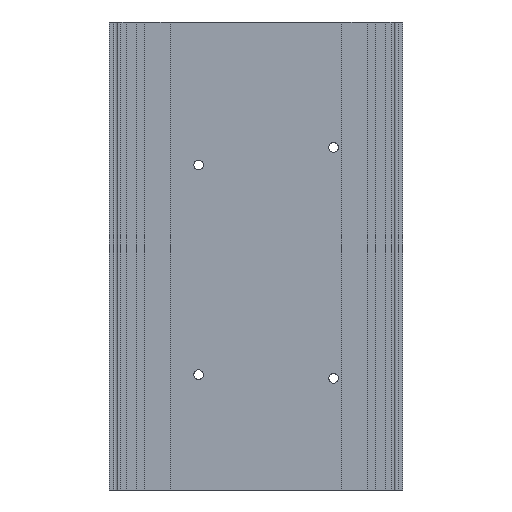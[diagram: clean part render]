
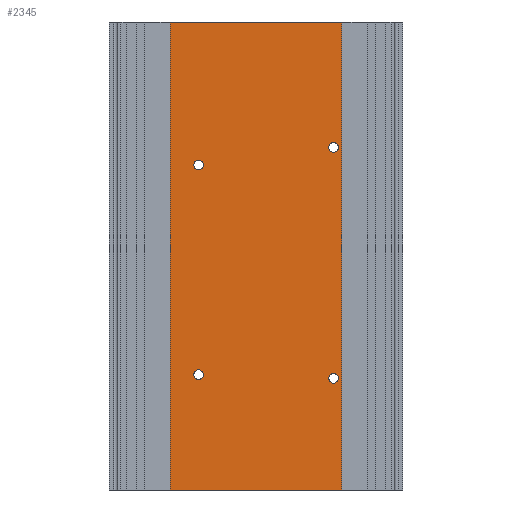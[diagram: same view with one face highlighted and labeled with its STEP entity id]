
A CAD part, left-side view. The second image highlights one B-rep face of the part: STEP entity #2345.
In plain terms, the highlighted planar face has unit normal (-1, 0, 0).
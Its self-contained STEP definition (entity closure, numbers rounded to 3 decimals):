
#15=FACE_BOUND('',#288,.T.);
#16=FACE_BOUND('',#289,.T.);
#17=FACE_BOUND('',#290,.T.);
#18=FACE_BOUND('',#291,.T.);
#45=PLANE('',#2495);
#169=FACE_OUTER_BOUND('',#287,.T.);
#287=EDGE_LOOP('',(#1853,#1854,#1855,#1856));
#288=EDGE_LOOP('',(#1857));
#289=EDGE_LOOP('',(#1858));
#290=EDGE_LOOP('',(#1859));
#291=EDGE_LOOP('',(#1860));
#449=LINE('',#3360,#773);
#539=LINE('',#3540,#863);
#540=LINE('',#3543,#864);
#541=LINE('',#3544,#865);
#773=VECTOR('',#2713,10.);
#863=VECTOR('',#2843,10.);
#864=VECTOR('',#2846,10.);
#865=VECTOR('',#2847,10.);
#1031=CIRCLE('',#2449,1.7);
#1034=CIRCLE('',#2454,1.7);
#1037=CIRCLE('',#2459,1.7);
#1040=CIRCLE('',#2464,1.7);
#1051=VERTEX_POINT('',#3193);
#1054=VERTEX_POINT('',#3203);
#1057=VERTEX_POINT('',#3213);
#1060=VERTEX_POINT('',#3223);
#1123=VERTEX_POINT('',#3357);
#1124=VERTEX_POINT('',#3359);
#1194=VERTEX_POINT('',#3538);
#1195=VERTEX_POINT('',#3542);
#1281=EDGE_CURVE('',#1051,#1051,#1031,.T.);
#1286=EDGE_CURVE('',#1054,#1054,#1034,.T.);
#1291=EDGE_CURVE('',#1057,#1057,#1037,.T.);
#1296=EDGE_CURVE('',#1060,#1060,#1040,.T.);
#1362=EDGE_CURVE('',#1124,#1123,#449,.T.);
#1453=EDGE_CURVE('',#1123,#1194,#539,.T.);
#1454=EDGE_CURVE('',#1195,#1194,#540,.T.);
#1455=EDGE_CURVE('',#1124,#1195,#541,.T.);
#1853=ORIENTED_EDGE('',*,*,#1362,.T.);
#1854=ORIENTED_EDGE('',*,*,#1453,.T.);
#1855=ORIENTED_EDGE('',*,*,#1454,.F.);
#1856=ORIENTED_EDGE('',*,*,#1455,.F.);
#1857=ORIENTED_EDGE('',*,*,#1281,.T.);
#1858=ORIENTED_EDGE('',*,*,#1286,.T.);
#1859=ORIENTED_EDGE('',*,*,#1291,.T.);
#1860=ORIENTED_EDGE('',*,*,#1296,.T.);
#2345=ADVANCED_FACE('',(#169,#15,#16,#17,#18),#45,.T.);
#2449=AXIS2_PLACEMENT_3D('',#3195,#2595,#2596);
#2454=AXIS2_PLACEMENT_3D('',#3205,#2607,#2608);
#2459=AXIS2_PLACEMENT_3D('',#3215,#2619,#2620);
#2464=AXIS2_PLACEMENT_3D('',#3225,#2631,#2632);
#2495=AXIS2_PLACEMENT_3D('',#3541,#2844,#2845);
#2595=DIRECTION('center_axis',(1.,0.,0.));
#2596=DIRECTION('ref_axis',(0.,1.,0.));
#2607=DIRECTION('center_axis',(1.,0.,0.));
#2608=DIRECTION('ref_axis',(0.,1.,0.));
#2619=DIRECTION('center_axis',(1.,0.,0.));
#2620=DIRECTION('ref_axis',(0.,1.,0.));
#2631=DIRECTION('center_axis',(1.,0.,0.));
#2632=DIRECTION('ref_axis',(0.,1.,0.));
#2713=DIRECTION('',(0.,-1.,0.));
#2843=DIRECTION('',(0.,0.,1.));
#2844=DIRECTION('center_axis',(-1.,0.,0.));
#2845=DIRECTION('ref_axis',(0.,-1.,0.));
#2846=DIRECTION('',(0.,-1.,0.));
#2847=DIRECTION('',(0.,0.,1.));
#3193=CARTESIAN_POINT('',(30.6,18.8,116.1));
#3195=CARTESIAN_POINT('Origin',(30.6,20.5,116.1));
#3203=CARTESIAN_POINT('',(30.6,18.8,41.2));
#3205=CARTESIAN_POINT('Origin',(30.6,20.5,41.2));
#3213=CARTESIAN_POINT('',(30.6,-29.4,39.9));
#3215=CARTESIAN_POINT('Origin',(30.6,-27.7,39.9));
#3223=CARTESIAN_POINT('',(30.6,-29.4,122.4));
#3225=CARTESIAN_POINT('Origin',(30.6,-27.7,122.4));
#3357=CARTESIAN_POINT('',(30.6,-30.7,0.));
#3359=CARTESIAN_POINT('',(30.6,30.7,0.));
#3360=CARTESIAN_POINT('',(30.6,30.7,0.));
#3538=CARTESIAN_POINT('',(30.6,-30.7,167.2));
#3540=CARTESIAN_POINT('',(30.6,-30.7,0.));
#3541=CARTESIAN_POINT('Origin',(30.6,30.7,0.));
#3542=CARTESIAN_POINT('',(30.6,30.7,167.2));
#3543=CARTESIAN_POINT('',(30.6,30.7,167.2));
#3544=CARTESIAN_POINT('',(30.6,30.7,0.));
